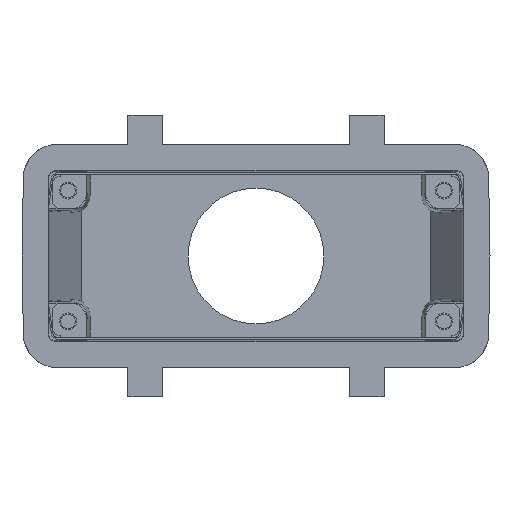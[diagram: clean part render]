
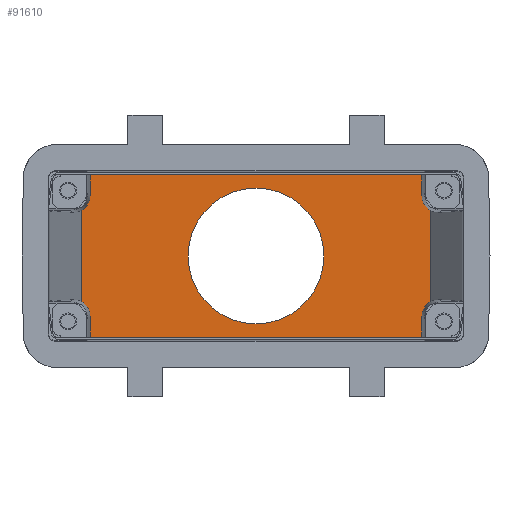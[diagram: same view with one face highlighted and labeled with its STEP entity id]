
A CAD part, front view. The second image highlights one B-rep face of the part: STEP entity #91610.
In plain terms, the highlighted planar face has unit normal (0, -1, 0).
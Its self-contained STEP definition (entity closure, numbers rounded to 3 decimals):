
#23550=CARTESIAN_POINT('',(-52.049,94.1,-9.382
));
#23560=VERTEX_POINT('',#23550);
#23740=CARTESIAN_POINT('',(-52.049,94.1,9.382)
);
#23750=VERTEX_POINT('',#23740);
#23780=CARTESIAN_POINT('',(-52.049,94.1,0.));
#23790=DIRECTION('',(0.,0.,-1.));
#23800=VECTOR('',#23790,1.);
#23810=LINE('',#23780,#23800);
#23820=EDGE_CURVE('',#23750,#23560,#23810,.T.);
#24900=CARTESIAN_POINT('',(20.056,94.1,9.382))
;
#24910=VERTEX_POINT('',#24900);
#24940=CARTESIAN_POINT('',(21.717,94.1,12.463))
;
#24950=DIRECTION('',(-0.,-1.,-0.));
#24960=DIRECTION('',(-0.707,0.,-0.707));
#24970=AXIS2_PLACEMENT_3D('',#24940,#24950,#24960);
#24980=ELLIPSE('',#24970,3.5,3.5);
#24990=CARTESIAN_POINT('',(18.217,94.1,12.463))
;
#25000=VERTEX_POINT('',#24990);
#25010=EDGE_CURVE('',#25000,#24910,#24980,.T.);
#27800=CARTESIAN_POINT('',(-50.21,94.1,12.463)
);
#27810=VERTEX_POINT('',#27800);
#27980=CARTESIAN_POINT('',(-50.21,94.1,16.963)
);
#27990=VERTEX_POINT('',#27980);
#28020=CARTESIAN_POINT('',(-50.21,94.1,0.));
#28030=DIRECTION('',(0.,0.,-1.));
#28040=VECTOR('',#28030,1.);
#28050=LINE('',#28020,#28040);
#28060=EDGE_CURVE('',#27990,#27810,#28050,.T.);
#32880=CARTESIAN_POINT('',(45.603,94.1,16.963))
;
#32890=DIRECTION('',(1.,0.,0.));
#32900=VECTOR('',#32890,1.);
#32910=LINE('',#32880,#32900);
#32920=CARTESIAN_POINT('',(18.217,94.1,16.963))
;
#32930=VERTEX_POINT('',#32920);
#32940=EDGE_CURVE('',#27990,#32930,#32910,.T.);
#38690=CARTESIAN_POINT('',(-50.21,94.1,-16.963
));
#38700=VERTEX_POINT('',#38690);
#38850=CARTESIAN_POINT('',(-50.21,94.1,-12.463)
);
#38860=VERTEX_POINT('',#38850);
#38890=CARTESIAN_POINT('',(-50.21,94.1,0.));
#38900=DIRECTION('',(0.,0.,1.));
#38910=VECTOR('',#38900,1.);
#38920=LINE('',#38890,#38910);
#38930=EDGE_CURVE('',#38700,#38860,#38920,.T.);
#40580=CARTESIAN_POINT('',(-53.71,94.1,-12.463
));
#40590=DIRECTION('',(-0.,-1.,-0.));
#40600=DIRECTION('',(-0.707,0.,-0.707));
#40610=AXIS2_PLACEMENT_3D('',#40580,#40590,#40600);
#40620=ELLIPSE('',#40610,3.5,3.5);
#40630=EDGE_CURVE('',#38860,#23560,#40620,.T.);
#44460=CARTESIAN_POINT('',(-53.71,94.1,12.463)
);
#44470=DIRECTION('',(-0.,-1.,-0.));
#44480=DIRECTION('',(-0.707,0.,0.707));
#44490=AXIS2_PLACEMENT_3D('',#44460,#44470,#44480);
#44500=ELLIPSE('',#44490,3.5,3.5);
#44510=EDGE_CURVE('',#23750,#27810,#44500,.T.);
#45130=CARTESIAN_POINT('',(18.217,94.1,-16.963)
);
#45140=VERTEX_POINT('',#45130);
#45560=CARTESIAN_POINT('',(45.603,94.1,-16.963)
);
#45570=DIRECTION('',(-1.,0.,0.));
#45580=VECTOR('',#45570,1.);
#45590=LINE('',#45560,#45580);
#45600=EDGE_CURVE('',#45140,#38700,#45590,.T.);
#59080=CARTESIAN_POINT('',(-29.997,94.1,
0.));
#59090=VERTEX_POINT('',#59080);
#59120=CARTESIAN_POINT('',(-15.997,94.1,
0.));
#59130=DIRECTION('',(0.,1.,0.));
#59140=DIRECTION('',(-1.,0.,0.));
#59150=AXIS2_PLACEMENT_3D('',#59120,#59130,#59140);
#59160=CIRCLE('',#59150,14.);
#59170=CARTESIAN_POINT('',(-1.997,94.1,
0.));
#59180=VERTEX_POINT('',#59170);
#59190=EDGE_CURVE('',#59090,#59180,#59160,.T.);
#69240=CARTESIAN_POINT('',(20.056,94.1,-9.382)
);
#69250=VERTEX_POINT('',#69240);
#69280=CARTESIAN_POINT('',(20.056,94.1,0.));
#69290=DIRECTION('',(0.,0.,1.));
#69300=VECTOR('',#69290,1.);
#69310=LINE('',#69280,#69300);
#69320=EDGE_CURVE('',#69250,#24910,#69310,.T.);
#69910=CARTESIAN_POINT('',(18.217,94.1,-12.463))
;
#69920=VERTEX_POINT('',#69910);
#69970=CARTESIAN_POINT('',(21.717,94.1,-12.463)
);
#69980=DIRECTION('',(-0.,-1.,-0.));
#69990=DIRECTION('',(-0.707,0.,0.707));
#70000=AXIS2_PLACEMENT_3D('',#69970,#69980,#69990);
#70010=ELLIPSE('',#70000,3.5,3.5);
#70020=EDGE_CURVE('',#69250,#69920,#70010,.T.);
#70900=CARTESIAN_POINT('',(18.217,94.1,0.));
#70910=DIRECTION('',(0.,0.,-1.));
#70920=VECTOR('',#70910,1.);
#70930=LINE('',#70900,#70920);
#70940=EDGE_CURVE('',#32930,#25000,#70930,.T.);
#72370=CARTESIAN_POINT('',(18.217,94.1,0.));
#72380=DIRECTION('',(0.,0.,1.));
#72390=VECTOR('',#72380,1.);
#72400=LINE('',#72370,#72390);
#72410=EDGE_CURVE('',#45140,#69920,#72400,.T.);
#91370=CARTESIAN_POINT('',(22.305,94.1,22.636))
;
#91380=DIRECTION('',(-0.,-1.,-0.));
#91390=DIRECTION('',(-1.,0.,0.));
#91400=AXIS2_PLACEMENT_3D('',#91370,#91380,#91390);
#91410=PLANE('',#91400);
#91420=ORIENTED_EDGE('',*,*,#69320,.T.);
#91430=ORIENTED_EDGE('',*,*,#70020,.F.);
#91440=ORIENTED_EDGE('',*,*,#72410,.T.);
#91450=ORIENTED_EDGE('',*,*,#45600,.F.);
#91460=ORIENTED_EDGE('',*,*,#38930,.F.);
#91470=ORIENTED_EDGE('',*,*,#40630,.F.);
#91480=ORIENTED_EDGE('',*,*,#23820,.T.);
#91490=ORIENTED_EDGE('',*,*,#44510,.F.);
#91500=ORIENTED_EDGE('',*,*,#28060,.T.);
#91510=ORIENTED_EDGE('',*,*,#32940,.F.);
#91520=ORIENTED_EDGE('',*,*,#70940,.F.);
#91530=ORIENTED_EDGE('',*,*,#25010,.F.);
#91540=EDGE_LOOP('',(#91530,#91520,#91510,#91500,#91490,#91480,#91470,
#91460,#91450,#91440,#91430,#91420));
#91550=FACE_OUTER_BOUND('',#91540,.T.);
#91560=ORIENTED_EDGE('',*,*,#59190,.T.);
#91570=EDGE_CURVE('',#59180,#59090,#59160,.T.);
#91580=ORIENTED_EDGE('',*,*,#91570,.T.);
#91590=EDGE_LOOP('',(#91580,#91560));
#91600=FACE_BOUND('',#91590,.T.);
#91610=ADVANCED_FACE('',(#91550,#91600),#91410,.T.);
